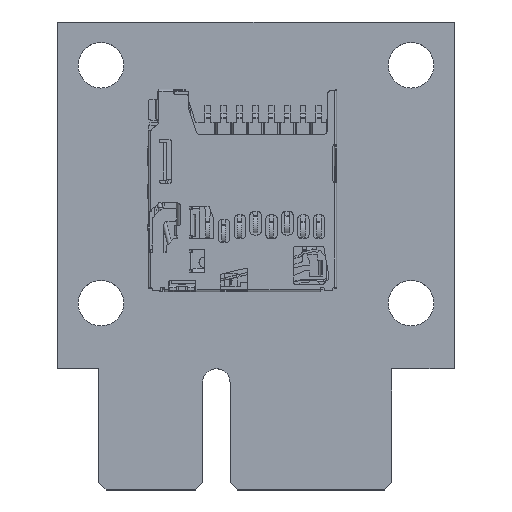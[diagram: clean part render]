
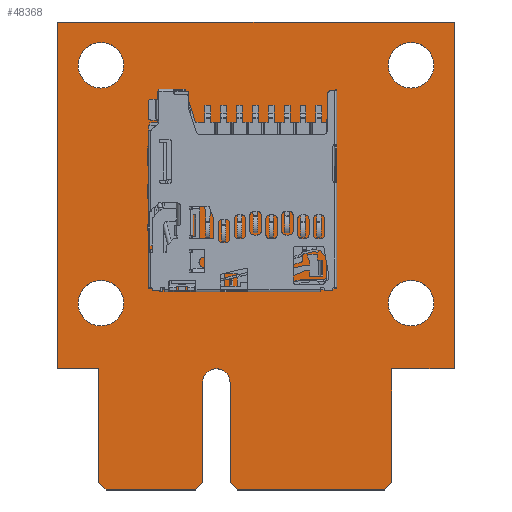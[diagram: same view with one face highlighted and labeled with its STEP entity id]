
A CAD part, top view. The second image highlights one B-rep face of the part: STEP entity #48368.
In plain terms, the highlighted planar face has unit normal (0, 0, 1).
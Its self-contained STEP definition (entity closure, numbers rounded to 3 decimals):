
#47645 = VERTEX_POINT('',#47646);
#47646 = CARTESIAN_POINT('',(27.5,10.,1.6));
#47652 = EDGE_CURVE('',#47645,#47653,#47655,.T.);
#47653 = VERTEX_POINT('',#47654);
#47654 = CARTESIAN_POINT('',(27.5,8.95,1.6));
#47655 = LINE('',#47656,#47657);
#47656 = CARTESIAN_POINT('',(27.5,10.,1.6));
#47657 = VECTOR('',#47658,1.);
#47658 = DIRECTION('',(0.,-1.,0.));
#47683 = EDGE_CURVE('',#47653,#47684,#47686,.T.);
#47684 = VERTEX_POINT('',#47685);
#47685 = CARTESIAN_POINT('',(23.15,8.95,1.6));
#47686 = LINE('',#47687,#47688);
#47687 = CARTESIAN_POINT('',(27.5,8.95,1.6));
#47688 = VECTOR('',#47689,1.);
#47689 = DIRECTION('',(-1.,0.,0.));
#47714 = EDGE_CURVE('',#47684,#47715,#47717,.T.);
#47715 = VERTEX_POINT('',#47716);
#47716 = CARTESIAN_POINT('',(23.15,1.05,1.6));
#47717 = LINE('',#47718,#47719);
#47718 = CARTESIAN_POINT('',(23.15,8.95,1.6));
#47719 = VECTOR('',#47720,1.);
#47720 = DIRECTION('',(0.,-1.,0.));
#47745 = EDGE_CURVE('',#47715,#47746,#47748,.T.);
#47746 = VERTEX_POINT('',#47747);
#47747 = CARTESIAN_POINT('',(22.65,0.55,1.6));
#47748 = LINE('',#47749,#47750);
#47749 = CARTESIAN_POINT('',(23.15,1.05,1.6));
#47750 = VECTOR('',#47751,1.);
#47751 = DIRECTION('',(-0.707,-0.707,0.));
#47776 = EDGE_CURVE('',#47746,#47777,#47779,.T.);
#47777 = VERTEX_POINT('',#47778);
#47778 = CARTESIAN_POINT('',(12.45,0.55,1.6));
#47779 = LINE('',#47780,#47781);
#47780 = CARTESIAN_POINT('',(22.65,0.55,1.6));
#47781 = VECTOR('',#47782,1.);
#47782 = DIRECTION('',(-1.,0.,0.));
#47807 = EDGE_CURVE('',#47777,#47808,#47810,.T.);
#47808 = VERTEX_POINT('',#47809);
#47809 = CARTESIAN_POINT('',(11.95,1.05,1.6));
#47810 = LINE('',#47811,#47812);
#47811 = CARTESIAN_POINT('',(12.45,0.55,1.6));
#47812 = VECTOR('',#47813,1.);
#47813 = DIRECTION('',(-0.707,0.707,0.));
#47838 = EDGE_CURVE('',#47808,#47839,#47841,.T.);
#47839 = VERTEX_POINT('',#47840);
#47840 = CARTESIAN_POINT('',(11.95,8.,1.6));
#47841 = LINE('',#47842,#47843);
#47842 = CARTESIAN_POINT('',(11.95,1.05,1.6));
#47843 = VECTOR('',#47844,1.);
#47844 = DIRECTION('',(0.,1.,0.));
#47869 = EDGE_CURVE('',#47839,#47870,#47872,.T.);
#47870 = VERTEX_POINT('',#47871);
#47871 = CARTESIAN_POINT('',(10.053,8.1,1.6));
#47872 = CIRCLE('',#47873,0.951);
#47873 = AXIS2_PLACEMENT_3D('',#47874,#47875,#47876);
#47874 = CARTESIAN_POINT('',(10.999,8.001,1.6));
#47875 = DIRECTION('',(0.,0.,1.));
#47876 = DIRECTION('',(1.,-0.002,0.));
#47902 = EDGE_CURVE('',#47870,#47903,#47905,.T.);
#47903 = VERTEX_POINT('',#47904);
#47904 = CARTESIAN_POINT('',(10.05,8.,1.6));
#47905 = LINE('',#47906,#47907);
#47906 = CARTESIAN_POINT('',(10.053,8.1,1.6));
#47907 = VECTOR('',#47908,1.);
#47908 = DIRECTION('',(-0.026,-1.,0.));
#47933 = EDGE_CURVE('',#47903,#47934,#47936,.T.);
#47934 = VERTEX_POINT('',#47935);
#47935 = CARTESIAN_POINT('',(10.05,1.05,1.6));
#47936 = LINE('',#47937,#47938);
#47937 = CARTESIAN_POINT('',(10.05,8.,1.6));
#47938 = VECTOR('',#47939,1.);
#47939 = DIRECTION('',(0.,-1.,0.));
#47964 = EDGE_CURVE('',#47934,#47965,#47967,.T.);
#47965 = VERTEX_POINT('',#47966);
#47966 = CARTESIAN_POINT('',(9.55,0.55,1.6));
#47967 = LINE('',#47968,#47969);
#47968 = CARTESIAN_POINT('',(10.05,1.05,1.6));
#47969 = VECTOR('',#47970,1.);
#47970 = DIRECTION('',(-0.707,-0.707,0.));
#47995 = EDGE_CURVE('',#47965,#47996,#47998,.T.);
#47996 = VERTEX_POINT('',#47997);
#47997 = CARTESIAN_POINT('',(3.35,0.55,1.6));
#47998 = LINE('',#47999,#48000);
#47999 = CARTESIAN_POINT('',(9.55,0.55,1.6));
#48000 = VECTOR('',#48001,1.);
#48001 = DIRECTION('',(-1.,0.,0.));
#48026 = EDGE_CURVE('',#47996,#48027,#48029,.T.);
#48027 = VERTEX_POINT('',#48028);
#48028 = CARTESIAN_POINT('',(2.85,1.05,1.6));
#48029 = LINE('',#48030,#48031);
#48030 = CARTESIAN_POINT('',(3.35,0.55,1.6));
#48031 = VECTOR('',#48032,1.);
#48032 = DIRECTION('',(-0.707,0.707,0.));
#48057 = EDGE_CURVE('',#48027,#48058,#48060,.T.);
#48058 = VERTEX_POINT('',#48059);
#48059 = CARTESIAN_POINT('',(2.85,8.95,1.6));
#48060 = LINE('',#48061,#48062);
#48061 = CARTESIAN_POINT('',(2.85,1.05,1.6));
#48062 = VECTOR('',#48063,1.);
#48063 = DIRECTION('',(0.,1.,0.));
#48088 = EDGE_CURVE('',#48058,#48089,#48091,.T.);
#48089 = VERTEX_POINT('',#48090);
#48090 = CARTESIAN_POINT('',(0.,8.95,1.6));
#48091 = LINE('',#48092,#48093);
#48092 = CARTESIAN_POINT('',(2.85,8.95,1.6));
#48093 = VECTOR('',#48094,1.);
#48094 = DIRECTION('',(-1.,0.,0.));
#48119 = EDGE_CURVE('',#48089,#48120,#48122,.T.);
#48120 = VERTEX_POINT('',#48121);
#48121 = CARTESIAN_POINT('',(0.,33.,1.6));
#48122 = LINE('',#48123,#48124);
#48123 = CARTESIAN_POINT('',(0.,8.95,1.6));
#48124 = VECTOR('',#48125,1.);
#48125 = DIRECTION('',(0.,1.,0.));
#48150 = EDGE_CURVE('',#48120,#48151,#48153,.T.);
#48151 = VERTEX_POINT('',#48152);
#48152 = CARTESIAN_POINT('',(27.5,33.,1.6));
#48153 = LINE('',#48154,#48155);
#48154 = CARTESIAN_POINT('',(0.,33.,1.6));
#48155 = VECTOR('',#48156,1.);
#48156 = DIRECTION('',(1.,0.,0.));
#48181 = EDGE_CURVE('',#48151,#47645,#48182,.T.);
#48182 = LINE('',#48183,#48184);
#48183 = CARTESIAN_POINT('',(27.5,33.,1.6));
#48184 = VECTOR('',#48185,1.);
#48185 = DIRECTION('',(0.,-1.,0.));
#48205 = VERTEX_POINT('',#48206);
#48206 = CARTESIAN_POINT('',(4.58,13.5,1.6));
#48212 = EDGE_CURVE('',#48205,#48205,#48213,.T.);
#48213 = CIRCLE('',#48214,1.58);
#48214 = AXIS2_PLACEMENT_3D('',#48215,#48216,#48217);
#48215 = CARTESIAN_POINT('',(3.,13.5,1.6));
#48216 = DIRECTION('',(0.,0.,1.));
#48217 = DIRECTION('',(1.,0.,-0.));
#48238 = VERTEX_POINT('',#48239);
#48239 = CARTESIAN_POINT('',(26.08,13.5,1.6));
#48245 = EDGE_CURVE('',#48238,#48238,#48246,.T.);
#48246 = CIRCLE('',#48247,1.58);
#48247 = AXIS2_PLACEMENT_3D('',#48248,#48249,#48250);
#48248 = CARTESIAN_POINT('',(24.5,13.5,1.6));
#48249 = DIRECTION('',(0.,0.,1.));
#48250 = DIRECTION('',(1.,0.,-0.));
#48271 = VERTEX_POINT('',#48272);
#48272 = CARTESIAN_POINT('',(4.58,30.,1.6));
#48278 = EDGE_CURVE('',#48271,#48271,#48279,.T.);
#48279 = CIRCLE('',#48280,1.58);
#48280 = AXIS2_PLACEMENT_3D('',#48281,#48282,#48283);
#48281 = CARTESIAN_POINT('',(3.,30.,1.6));
#48282 = DIRECTION('',(0.,0.,1.));
#48283 = DIRECTION('',(1.,0.,-0.));
#48304 = VERTEX_POINT('',#48305);
#48305 = CARTESIAN_POINT('',(26.08,30.,1.6));
#48311 = EDGE_CURVE('',#48304,#48304,#48312,.T.);
#48312 = CIRCLE('',#48313,1.58);
#48313 = AXIS2_PLACEMENT_3D('',#48314,#48315,#48316);
#48314 = CARTESIAN_POINT('',(24.5,30.,1.6));
#48315 = DIRECTION('',(0.,0.,1.));
#48316 = DIRECTION('',(1.,0.,-0.));
#48368 = ADVANCED_FACE('',(#48369,#48389,#48392,#48395,#48398),#48401,
  .T.);
#48369 = FACE_BOUND('',#48370,.F.);
#48370 = EDGE_LOOP('',(#48371,#48372,#48373,#48374,#48375,#48376,#48377,
    #48378,#48379,#48380,#48381,#48382,#48383,#48384,#48385,#48386,
    #48387,#48388));
#48371 = ORIENTED_EDGE('',*,*,#47652,.T.);
#48372 = ORIENTED_EDGE('',*,*,#47683,.T.);
#48373 = ORIENTED_EDGE('',*,*,#47714,.T.);
#48374 = ORIENTED_EDGE('',*,*,#47745,.T.);
#48375 = ORIENTED_EDGE('',*,*,#47776,.T.);
#48376 = ORIENTED_EDGE('',*,*,#47807,.T.);
#48377 = ORIENTED_EDGE('',*,*,#47838,.T.);
#48378 = ORIENTED_EDGE('',*,*,#47869,.T.);
#48379 = ORIENTED_EDGE('',*,*,#47902,.T.);
#48380 = ORIENTED_EDGE('',*,*,#47933,.T.);
#48381 = ORIENTED_EDGE('',*,*,#47964,.T.);
#48382 = ORIENTED_EDGE('',*,*,#47995,.T.);
#48383 = ORIENTED_EDGE('',*,*,#48026,.T.);
#48384 = ORIENTED_EDGE('',*,*,#48057,.T.);
#48385 = ORIENTED_EDGE('',*,*,#48088,.T.);
#48386 = ORIENTED_EDGE('',*,*,#48119,.T.);
#48387 = ORIENTED_EDGE('',*,*,#48150,.T.);
#48388 = ORIENTED_EDGE('',*,*,#48181,.T.);
#48389 = FACE_BOUND('',#48390,.F.);
#48390 = EDGE_LOOP('',(#48391));
#48391 = ORIENTED_EDGE('',*,*,#48212,.T.);
#48392 = FACE_BOUND('',#48393,.F.);
#48393 = EDGE_LOOP('',(#48394));
#48394 = ORIENTED_EDGE('',*,*,#48245,.T.);
#48395 = FACE_BOUND('',#48396,.F.);
#48396 = EDGE_LOOP('',(#48397));
#48397 = ORIENTED_EDGE('',*,*,#48278,.T.);
#48398 = FACE_BOUND('',#48399,.F.);
#48399 = EDGE_LOOP('',(#48400));
#48400 = ORIENTED_EDGE('',*,*,#48311,.T.);
#48401 = PLANE('',#48402);
#48402 = AXIS2_PLACEMENT_3D('',#48403,#48404,#48405);
#48403 = CARTESIAN_POINT('',(0.,0.,1.6));
#48404 = DIRECTION('',(0.,0.,1.));
#48405 = DIRECTION('',(1.,0.,-0.));
